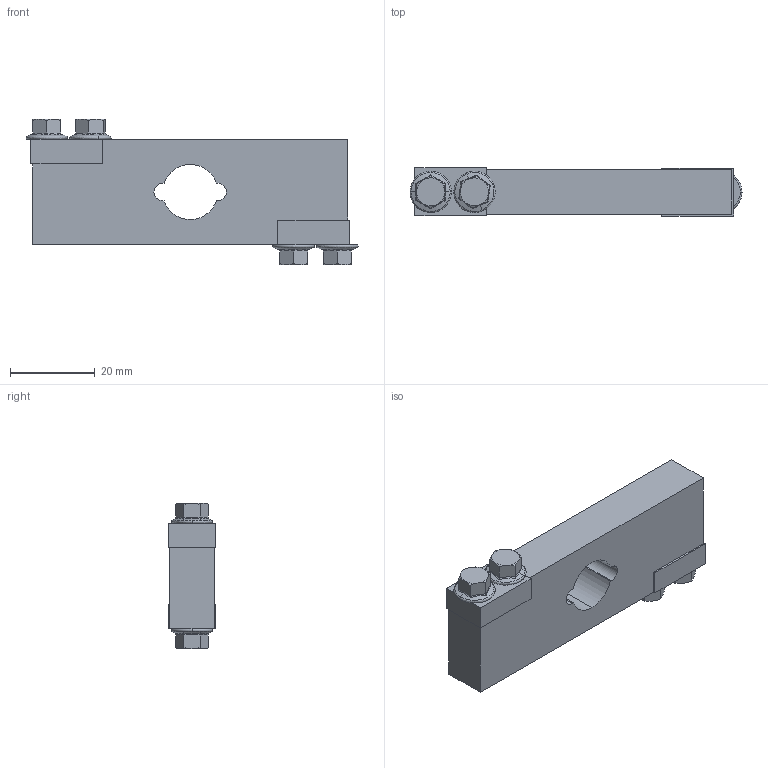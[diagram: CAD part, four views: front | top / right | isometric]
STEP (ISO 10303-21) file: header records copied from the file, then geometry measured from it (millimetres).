
FILE_DESCRIPTION(('FreeCAD Model'),'2;1');
FILE_NAME('Open CASCADE Shape Model','2025-05-09T06:49:25',('FreeCAD'),( 'FreeCAD'),'Open CASCADE STEP processor 7.6','FreeCAD','Unknown');
FILE_SCHEMA(('AUTOMOTIVE_DESIGN { 1 0 10303 214 1 1 1 1 }'));
Length unit declared in the file: millimetre
Products named in the file (1): Open CASCADE STEP translator 7.6 1
Bounding box: 78.49 x 11.34 x 34.44 mm (x, y, z)
Volume: 18958.4 mm3; surface area: 9127.4 mm2
Topology: 7 solids, 7 shells, 247 faces, 587 edges, 362 vertices
Faces by surface type: bspline 247
Entity records: 12473 total; most frequent: CARTESIAN_POINT 9137, ORIENTED_EDGE 1174, EDGE_CURVE 587, VERTEX_POINT 362, B_SPLINE_CURVE_WITH_KNOTS 337, FACE_BOUND 265, EDGE_LOOP 265, ADVANCED_FACE 247
